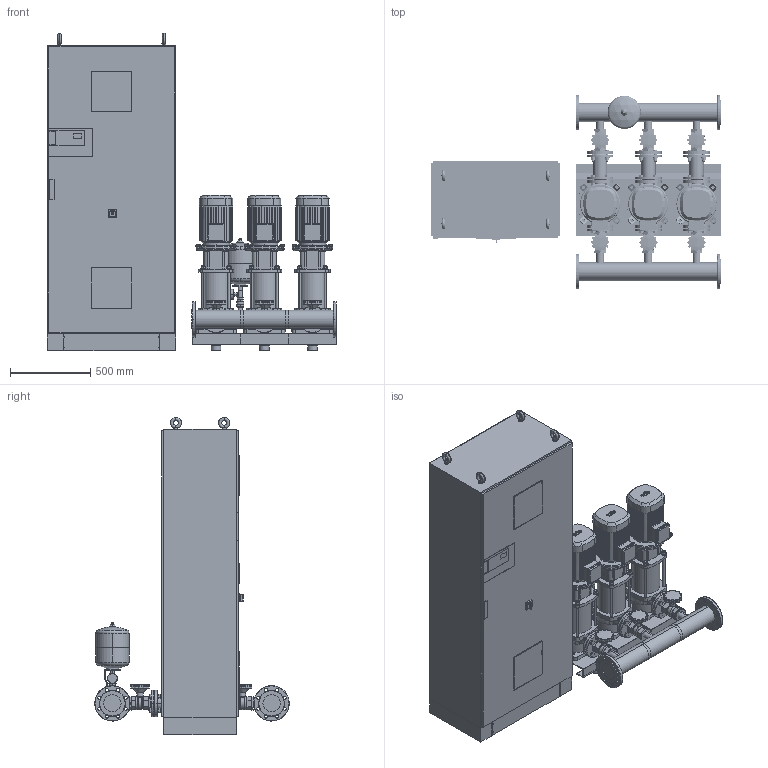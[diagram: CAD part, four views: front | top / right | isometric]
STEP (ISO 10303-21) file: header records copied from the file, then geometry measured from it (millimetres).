
FILE_DESCRIPTION((''),'2;1');
FILE_NAME('3d_SiBoostSmartFC3HELIXV2204-2540747.stp','2016-01-25T11:20:51',(''),(''),'Mechanical Desktop 2009','Mechanical Desktop 2009',', , ');
FILE_SCHEMA(('CONFIG_CONTROL_DESIGN'));
Length unit declared in the file: millimetre
Products named in the file (1): Product
Bounding box: 1800 x 1210 x 1975 mm (x, y, z)
Volume: 850401879 mm3; surface area: 15864767.9 mm2
Topology: 177 solids, 177 shells, 4648 faces, 11574 edges, 7550 vertices
Faces by surface type: plane 2019, cylinder 1490, bspline 741, cone 274, torus 112, sphere 12
Entity records: 147824 total; most frequent: CARTESIAN_POINT 36093, DIRECTION 23168, ORIENTED_EDGE 23112, EDGE_CURVE 11556, AXIS2_PLACEMENT_3D 8291, VERTEX_POINT 7537, VECTOR 6586, LINE 6586
